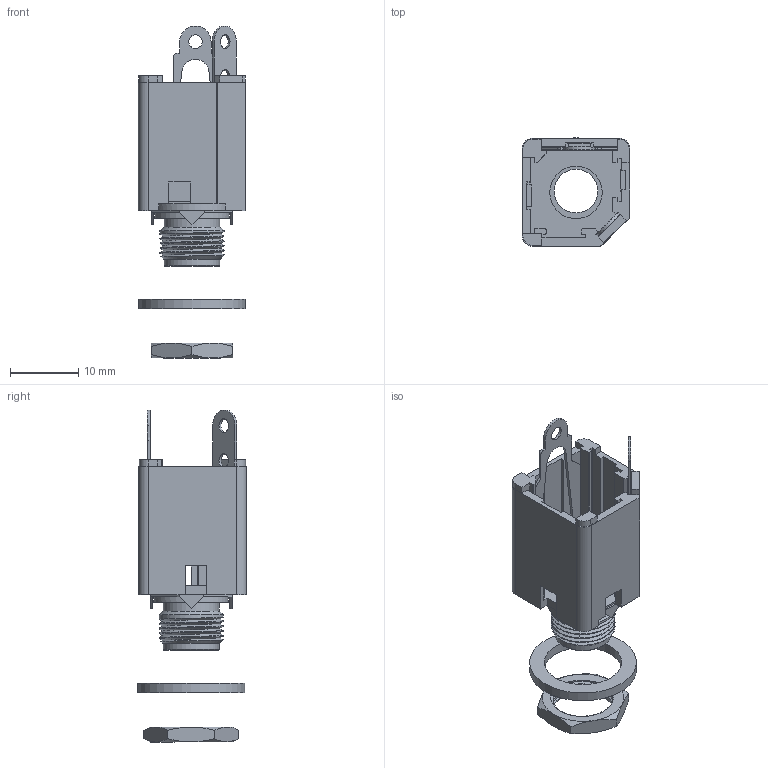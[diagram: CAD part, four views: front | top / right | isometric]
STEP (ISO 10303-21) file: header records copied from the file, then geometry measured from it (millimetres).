
FILE_DESCRIPTION((''),'2;1');
FILE_NAME('ACJS-MVS-2.stp','2015-08-26T12:10:48',('minh'),(''),'Autodesk Inventor 2012','Autodesk Inventor 2012','');
FILE_SCHEMA(('AUTOMOTIVE_DESIGN { 1 0 10303 214 1 1 1 1 }'));
Length unit declared in the file: millimetre
Products named in the file (4): ACJS-MVS-2; ACJS-LNS-2; Washer 2; NUT
Assembly tree (3 placements, depth 2):
  ACJS-MVS-2
    ACJS-LNS-2
    Washer 2
    NUT
Bounding box: 15.8 x 15.95 x 48.75 mm (x, y, z)
Volume: 2098.5 mm3; surface area: 4363.6 mm2
Topology: 3 solids, 3 shells, 234 faces, 687 edges, 453 vertices
Faces by surface type: plane 167, cylinder 45, cone 16, bspline 6
Full cylindrical faces by diameter (mm): 2 x3, 6.43 x1, 7.7 x1, 8.2 x2, 8.8 x2, 11 x1, 11.4 x1, 15.7 x1
Entity records: 10087 total; most frequent: CARTESIAN_POINT 3899, ORIENTED_EDGE 1324, DIRECTION 1178, EDGE_CURVE 662, VECTOR 494, LINE 494, VERTEX_POINT 445, AXIS2_PLACEMENT_3D 342
